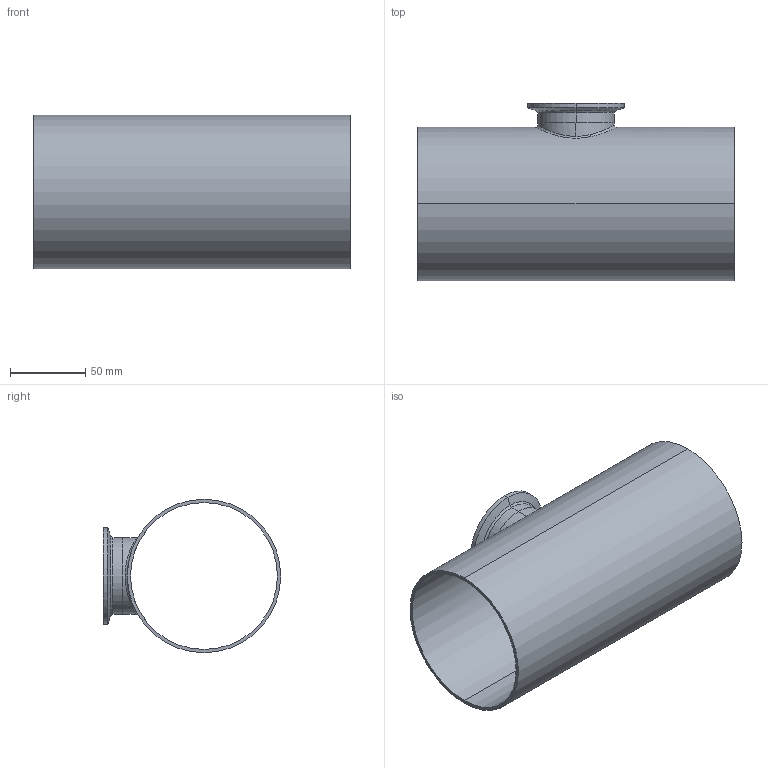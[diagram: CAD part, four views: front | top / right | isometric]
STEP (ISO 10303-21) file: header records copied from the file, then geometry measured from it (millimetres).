
FILE_DESCRIPTION (( 'STEP AP214' ), '1' );
FILE_NAME ('DT14 101.6x50.8 B.STEP', '2014-03-15T09:09:38', ( '' ), ( '' ), 'SwSTEP 2.0', 'SolidWorks 2013', '' );
FILE_SCHEMA (( 'AUTOMOTIVE_DESIGN' ));
Length unit declared in the file: inch
Products named in the file (3): DT14 101.6x50.8 B; DT14 101.6x50.8; 14 50.8
Assembly tree (2 placements, depth 2):
  DT14 101.6x50.8 B
    DT14 101.6x50.8
    14 50.8
Bounding box: 209.6 x 117.5 x 101.6 mm (x, y, z)
Volume: 143164 mm3; surface area: 137568.9 mm2
Topology: 2 solids, 2 shells, 42 faces, 90 edges, 54 vertices
Faces by surface type: cylinder 14, torus 12, plane 6, cone 6, bspline 4
Entity records: 2461 total; most frequent: CARTESIAN_POINT 1408, DIRECTION 222, ORIENTED_EDGE 180, AXIS2_PLACEMENT_3D 101, EDGE_CURVE 90, CIRCLE 58, VERTEX_POINT 54, EDGE_LOOP 50
